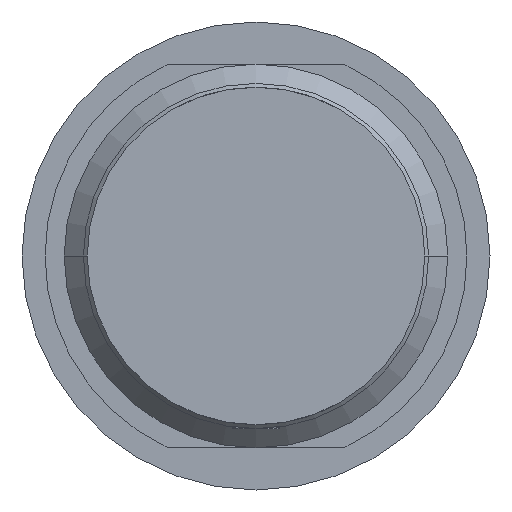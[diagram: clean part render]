
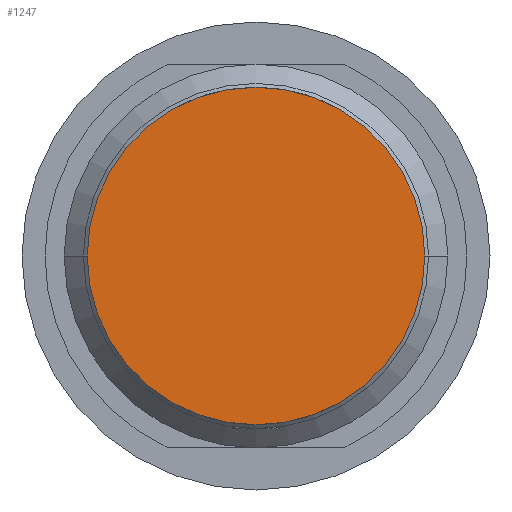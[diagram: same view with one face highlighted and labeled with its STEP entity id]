
A CAD part, front view. The second image highlights one B-rep face of the part: STEP entity #1247.
In plain terms, the highlighted planar face has unit normal (0, -1, 0).
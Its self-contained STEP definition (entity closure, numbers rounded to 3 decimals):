
#614 = DIRECTION ( 'NONE',  ( -1., 0., 0. ) ) ;
#1247 = ADVANCED_FACE ( 'Defeature ausgef�hrt1_47', ( #2235 ), #9032, .F. ) ;
#1951 = CARTESIAN_POINT ( 'NONE',  ( 0., 0., -1.9 ) ) ;
#2235 = FACE_OUTER_BOUND ( 'NONE', #5016, .T. ) ;
#2339 = DIRECTION ( 'NONE',  ( 0., -1., 0. ) ) ;
#3001 = DIRECTION ( 'NONE',  ( 1., 0., 0. ) ) ;
#3549 = DIRECTION ( 'NONE',  ( -1., 0., 0. ) ) ;
#4363 = ORIENTED_EDGE ( 'NONE', *, *, #12557, .T. ) ;
#5016 = EDGE_LOOP ( 'NONE', ( #7027, #4363 ) ) ;
#5358 = DIRECTION ( 'NONE',  ( 0., 1., 0. ) ) ;
#6139 = AXIS2_PLACEMENT_3D ( 'NONE', #1951, #5358, #3001 ) ;
#7027 = ORIENTED_EDGE ( 'NONE', *, *, #8908, .T. ) ;
#8145 = CARTESIAN_POINT ( 'NONE',  ( 2.2, 0., 0. ) ) ;
#8870 = DIRECTION ( 'NONE',  ( 0., -1., 0. ) ) ;
#8908 = EDGE_CURVE ( 'Defeature ausgef�hrt1_47+Defeature ausgef�hrt1_54+Defeature ausgef�hrt1_54+Defeature ausgef�hrt1_54', #13960, #11787, #14139, .T. ) ;
#9032 = PLANE ( 'NONE',  #6139 ) ;
#10104 = AXIS2_PLACEMENT_3D ( 'NONE', #14416, #2339, #3549 ) ;
#11761 = CARTESIAN_POINT ( 'NONE',  ( -2.2, 0., 0. ) ) ;
#11787 = VERTEX_POINT ( 'NONE', #8145 ) ;
#12557 = EDGE_CURVE ( 'Defeature ausgef�hrt1_47+Defeature ausgef�hrt1_54+Defeature ausgef�hrt1_54+Defeature ausgef�hrt1_54', #11787, #13960, #12964, .T. ) ;
#12636 = CARTESIAN_POINT ( 'NONE',  ( 0., 0., 0. ) ) ;
#12715 = AXIS2_PLACEMENT_3D ( 'NONE', #12636, #8870, #614 ) ;
#12964 = CIRCLE ( 'NONE', #12715, 2.2 ) ;
#13960 = VERTEX_POINT ( 'NONE', #11761 ) ;
#14139 = CIRCLE ( 'NONE', #10104, 2.2 ) ;
#14416 = CARTESIAN_POINT ( 'NONE',  ( 0., 0., 0. ) ) ;
